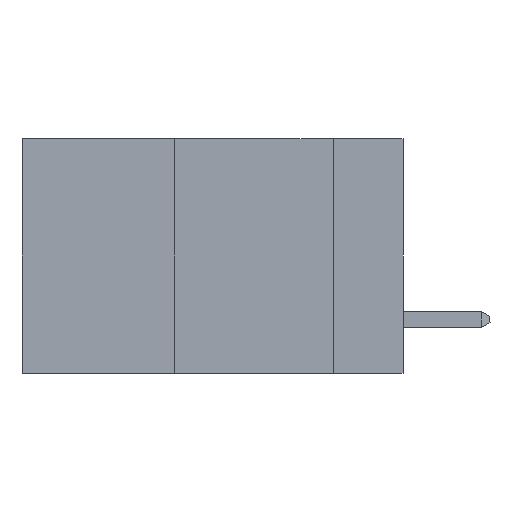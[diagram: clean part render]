
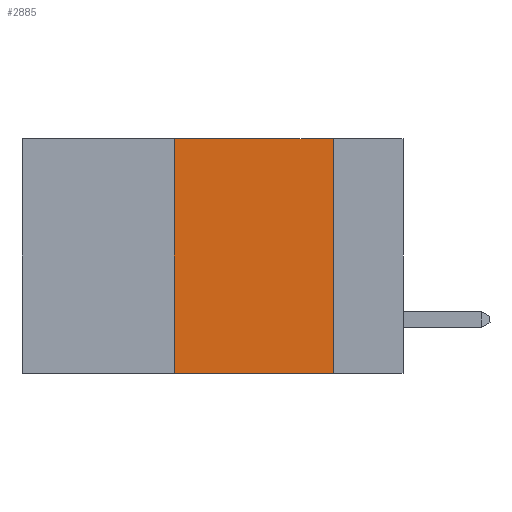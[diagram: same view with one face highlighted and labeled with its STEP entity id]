
A CAD part, left-side view. The second image highlights one B-rep face of the part: STEP entity #2885.
In plain terms, the highlighted planar face has unit normal (-1, 0, 0).
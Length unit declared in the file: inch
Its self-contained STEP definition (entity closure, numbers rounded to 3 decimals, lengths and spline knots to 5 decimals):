
#722 = VERTEX_POINT ( 'NONE', #14702 ) ;
#1431 = ORIENTED_EDGE ( 'NONE', *, *, #6750, .F. ) ;
#1583 = FACE_OUTER_BOUND ( 'NONE', #17752, .T. ) ;
#1993 = EDGE_CURVE ( 'NONE', #5312, #6542, #10219, .T. ) ;
#2885 = ADVANCED_FACE ( 'NONE', ( #1583 ), #4945, .F. ) ;
#3802 = ORIENTED_EDGE ( 'NONE', *, *, #17362, .T. ) ;
#4249 = LINE ( 'NONE', #12366, #11296 ) ;
#4628 = CARTESIAN_POINT ( 'NONE',  ( 0., 0.36, -0.37 ) ) ;
#4734 = CARTESIAN_POINT ( 'NONE',  ( 0., 0.36, 0. ) ) ;
#4799 = DIRECTION ( 'NONE',  ( 0., 0., -1. ) ) ;
#4821 = DIRECTION ( 'NONE',  ( 1., 0., 0. ) ) ;
#4836 = CARTESIAN_POINT ( 'NONE',  ( 0., 0.6, 0. ) ) ;
#4945 = PLANE ( 'NONE',  #16680 ) ;
#5312 = VERTEX_POINT ( 'NONE', #4628 ) ;
#6542 = VERTEX_POINT ( 'NONE', #4734 ) ;
#6750 = EDGE_CURVE ( 'NONE', #14719, #722, #8960, .T. ) ;
#8564 = CARTESIAN_POINT ( 'NONE',  ( 0., 0.36, 0. ) ) ;
#8960 = LINE ( 'NONE', #16458, #12227 ) ;
#9472 = ORIENTED_EDGE ( 'NONE', *, *, #11223, .F. ) ;
#9526 = DIRECTION ( 'NONE',  ( 0., 0., -1. ) ) ;
#9569 = DIRECTION ( 'NONE',  ( 0., -1., 0. ) ) ;
#10219 = LINE ( 'NONE', #8564, #17171 ) ;
#10506 = CARTESIAN_POINT ( 'NONE',  ( 0., 0.11, 0. ) ) ;
#11223 = EDGE_CURVE ( 'NONE', #6542, #14719, #4249, .T. ) ;
#11296 = VECTOR ( 'NONE', #9569, 39.37008 ) ;
#11333 = DIRECTION ( 'NONE',  ( 0., -1., 0. ) ) ;
#12227 = VECTOR ( 'NONE', #9526, 39.37008 ) ;
#12366 = CARTESIAN_POINT ( 'NONE',  ( 0., 0.6, 0. ) ) ;
#14274 = LINE ( 'NONE', #16857, #17473 ) ;
#14702 = CARTESIAN_POINT ( 'NONE',  ( 0., 0.11, -0.37 ) ) ;
#14719 = VERTEX_POINT ( 'NONE', #10506 ) ;
#15938 = ORIENTED_EDGE ( 'NONE', *, *, #1993, .F. ) ;
#16458 = CARTESIAN_POINT ( 'NONE',  ( 0., 0.11, 0. ) ) ;
#16680 = AXIS2_PLACEMENT_3D ( 'NONE', #4836, #4821, #4799 ) ;
#16857 = CARTESIAN_POINT ( 'NONE',  ( 0., 0.6, -0.37 ) ) ;
#17171 = VECTOR ( 'NONE', #18129, 39.37008 ) ;
#17362 = EDGE_CURVE ( 'NONE', #5312, #722, #14274, .T. ) ;
#17473 = VECTOR ( 'NONE', #11333, 39.37008 ) ;
#17752 = EDGE_LOOP ( 'NONE', ( #1431, #9472, #15938, #3802 ) ) ;
#18129 = DIRECTION ( 'NONE',  ( 0., 0., 1. ) ) ;
